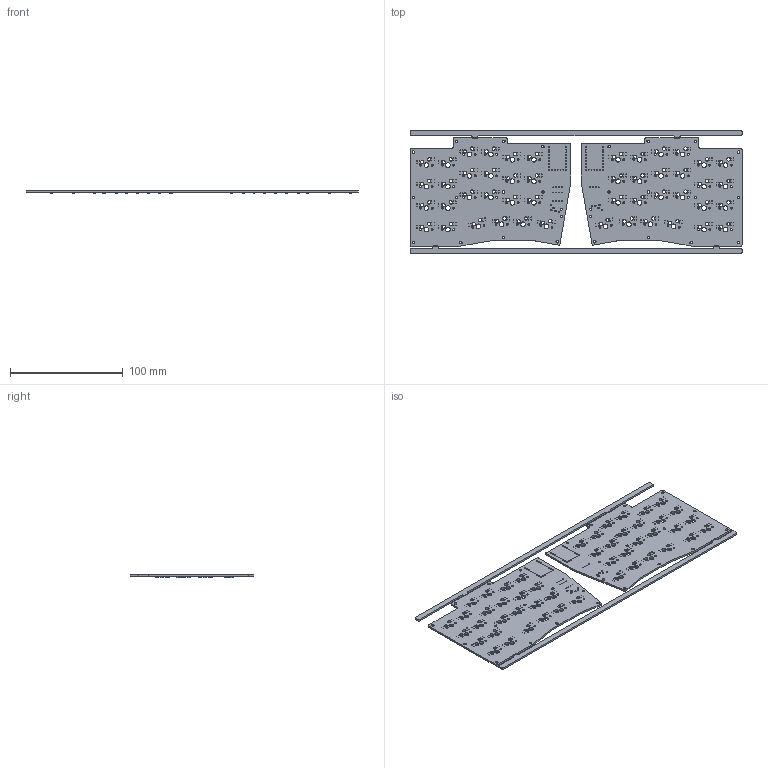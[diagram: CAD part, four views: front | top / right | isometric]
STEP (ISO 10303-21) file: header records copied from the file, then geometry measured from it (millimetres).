
FILE_DESCRIPTION(('KiCad electronic assembly'),'2;1');
FILE_NAME('yamanami_keyboard.step','2024-10-19T18:37:51',('Pcbnew'),( 'Kicad'),'Open CASCADE STEP processor 7.8','KiCad to STEP converter' ,'Unknown');
FILE_SCHEMA(('AUTOMOTIVE_DESIGN { 1 0 10303 214 1 1 1 1 }'));
Length unit declared in the file: millimetre
Products named in the file (6): yamanami_keyboard 1; D_SOD-123; D_SOD_123; R_0603_1608Metric; yamanami_keyboard_PCB
Assembly tree (53 placements, depth 3):
  yamanami_keyboard 1
    D_SOD-123  x48
      D_SOD_123
    R_0603_1608Metric  x2
      R_0603_1608Metric
    yamanami_keyboard_PCB
Bounding box: 294.16 x 109.72 x 2.9 mm (x, y, z)
Volume: 42029.4 mm3; surface area: 61038.9 mm2
Topology: 51 solids, 51 shells, 4111 faces, 10147 edges, 6186 vertices
Faces by surface type: plane 1683, bspline 1248, cylinder 1180
Full cylindrical faces by diameter (mm): 0.3 x384, 0.6 x16, 0.8 x8, 0.82 x8, 0.85 x46, 1.5 x4, 1.6 x96, 2.2 x26, 3 x96, 4.1 x48
Entity records: 36043 total; most frequent: DIRECTION 6235, CARTESIAN_POINT 5665, ORIENTED_EDGE 5494, EDGE_CURVE 2747, AXIS2_PLACEMENT_3D 2556, FACE_BOUND 2419, EDGE_LOOP 2419, VERTEX_POINT 1818
